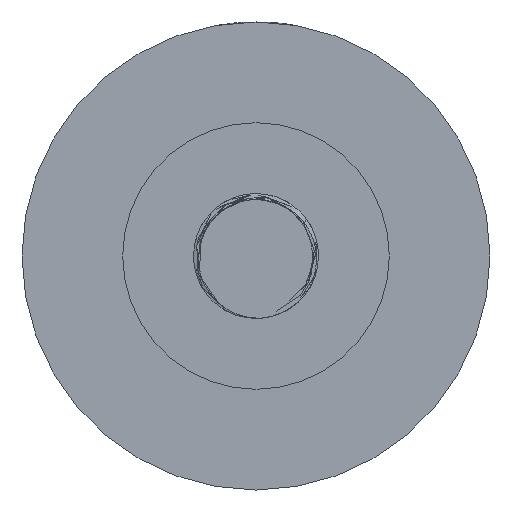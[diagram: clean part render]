
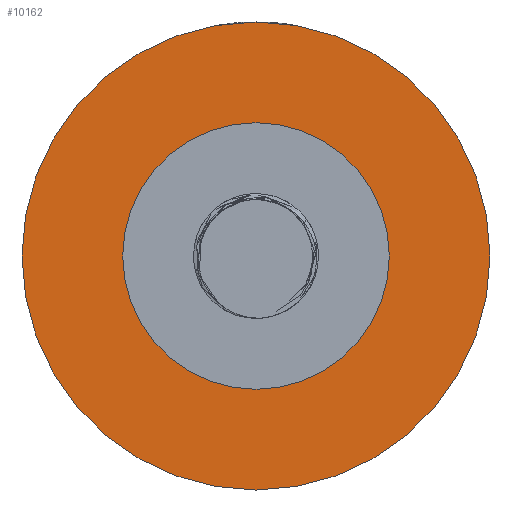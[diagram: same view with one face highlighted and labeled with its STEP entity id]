
A CAD part, left-side view. The second image highlights one B-rep face of the part: STEP entity #10162.
In plain terms, the highlighted planar face has unit normal (-1, 0, 0).
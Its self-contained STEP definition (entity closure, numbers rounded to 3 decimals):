
#483 = CARTESIAN_POINT ( 'NONE',  ( -8., 0., 0. ) ) ;
#565 = AXIS2_PLACEMENT_3D ( 'NONE', #6391, #11985, #3578 ) ;
#640 = VERTEX_POINT ( 'NONE', #901 ) ;
#901 = CARTESIAN_POINT ( 'NONE',  ( -8., 0., -15. ) ) ;
#1544 = CARTESIAN_POINT ( 'NONE',  ( -8., 0., 8.544 ) ) ;
#2105 = CARTESIAN_POINT ( 'NONE',  ( -8., 0., -8.544 ) ) ;
#2244 = CARTESIAN_POINT ( 'NONE',  ( -8., 0., 0. ) ) ;
#2390 = CARTESIAN_POINT ( 'NONE',  ( -8., 0., 0. ) ) ;
#2521 = CIRCLE ( 'NONE', #565, 8.544 ) ;
#2597 = DIRECTION ( 'NONE',  ( 1., 0., 0. ) ) ;
#3208 = CIRCLE ( 'NONE', #10438, 15. ) ;
#3578 = DIRECTION ( 'NONE',  ( 0., 0., 1. ) ) ;
#3910 = AXIS2_PLACEMENT_3D ( 'NONE', #2390, #6131, #9862 ) ;
#4019 = DIRECTION ( 'NONE',  ( -1., 0., 0. ) ) ;
#4097 = EDGE_CURVE ( 'NONE', #9553, #640, #3208, .T. ) ;
#4159 = DIRECTION ( 'NONE',  ( -1., 0., 0. ) ) ;
#5352 = FACE_OUTER_BOUND ( 'NONE', #8292, .T. ) ;
#5463 = AXIS2_PLACEMENT_3D ( 'NONE', #483, #4159, #10719 ) ;
#6131 = DIRECTION ( 'NONE',  ( -1., 0., 0. ) ) ;
#6391 = CARTESIAN_POINT ( 'NONE',  ( -8., 0., 0. ) ) ;
#6405 = ORIENTED_EDGE ( 'NONE', *, *, #12141, .F. ) ;
#7180 = FACE_BOUND ( 'NONE', #7912, .T. ) ;
#7483 = DIRECTION ( 'NONE',  ( 0., 0., -1. ) ) ;
#7558 = CARTESIAN_POINT ( 'NONE',  ( -8., 0., 15. ) ) ;
#7862 = VERTEX_POINT ( 'NONE', #2105 ) ;
#7912 = EDGE_LOOP ( 'NONE', ( #8496, #6405 ) ) ;
#7990 = AXIS2_PLACEMENT_3D ( 'NONE', #10693, #2597, #7483 ) ;
#8292 = EDGE_LOOP ( 'NONE', ( #9986, #11737 ) ) ;
#8496 = ORIENTED_EDGE ( 'NONE', *, *, #10474, .F. ) ;
#8521 = EDGE_CURVE ( 'NONE', #640, #9553, #9755, .T. ) ;
#9084 = PLANE ( 'NONE',  #7990 ) ;
#9553 = VERTEX_POINT ( 'NONE', #7558 ) ;
#9755 = CIRCLE ( 'NONE', #5463, 15. ) ;
#9862 = DIRECTION ( 'NONE',  ( 0., 0., 1. ) ) ;
#9986 = ORIENTED_EDGE ( 'NONE', *, *, #4097, .T. ) ;
#10162 = ADVANCED_FACE ( 'NONE', ( #7180, #5352 ), #9084, .F. ) ;
#10398 = DIRECTION ( 'NONE',  ( 0., 0., 1. ) ) ;
#10438 = AXIS2_PLACEMENT_3D ( 'NONE', #2244, #4019, #10398 ) ;
#10474 = EDGE_CURVE ( 'NONE', #11763, #7862, #11958, .T. ) ;
#10693 = CARTESIAN_POINT ( 'NONE',  ( -8., 15., 0. ) ) ;
#10719 = DIRECTION ( 'NONE',  ( 0., 0., 1. ) ) ;
#11737 = ORIENTED_EDGE ( 'NONE', *, *, #8521, .T. ) ;
#11763 = VERTEX_POINT ( 'NONE', #1544 ) ;
#11958 = CIRCLE ( 'NONE', #3910, 8.544 ) ;
#11985 = DIRECTION ( 'NONE',  ( -1., 0., 0. ) ) ;
#12141 = EDGE_CURVE ( 'NONE', #7862, #11763, #2521, .T. ) ;
